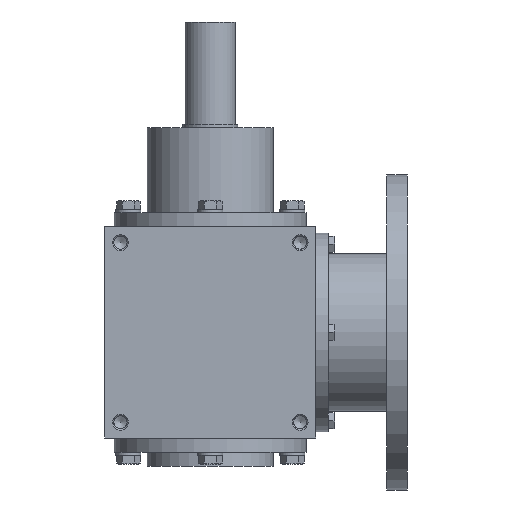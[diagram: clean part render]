
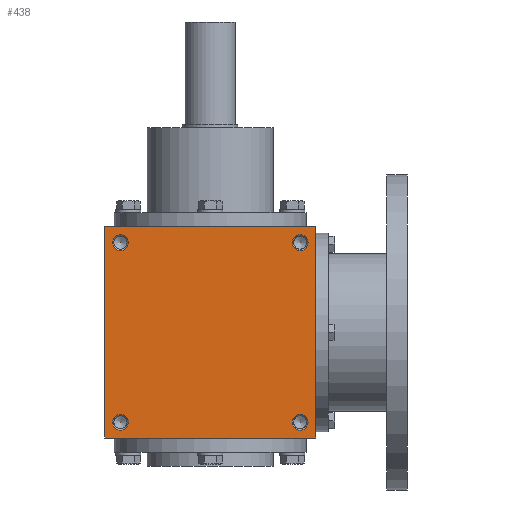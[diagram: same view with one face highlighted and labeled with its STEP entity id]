
A CAD part, front view. The second image highlights one B-rep face of the part: STEP entity #438.
In plain terms, the highlighted planar face has unit normal (0, -1, 0).
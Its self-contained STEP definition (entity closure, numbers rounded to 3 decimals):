
#438 = ADVANCED_FACE( '', ( #922, #923, #924, #925, #926 ), #927, .F. );
#922 = FACE_BOUND( '', #1655, .T. );
#923 = FACE_BOUND( '', #1656, .T. );
#924 = FACE_BOUND( '', #1657, .T. );
#925 = FACE_BOUND( '', #1658, .T. );
#926 = FACE_OUTER_BOUND( '', #1659, .T. );
#927 = PLANE( '', #1660 );
#1655 = EDGE_LOOP( '', ( #2458 ) );
#1656 = EDGE_LOOP( '', ( #2459 ) );
#1657 = EDGE_LOOP( '', ( #2460 ) );
#1658 = EDGE_LOOP( '', ( #2461 ) );
#1659 = EDGE_LOOP( '', ( #2462, #2463, #2464, #2465 ) );
#1660 = AXIS2_PLACEMENT_3D( '', #2466, #2467, #2468 );
#2458 = ORIENTED_EDGE( '', *, *, #3764, .T. );
#2459 = ORIENTED_EDGE( '', *, *, #3765, .T. );
#2460 = ORIENTED_EDGE( '', *, *, #3766, .F. );
#2461 = ORIENTED_EDGE( '', *, *, #3767, .F. );
#2462 = ORIENTED_EDGE( '', *, *, #3768, .T. );
#2463 = ORIENTED_EDGE( '', *, *, #3769, .F. );
#2464 = ORIENTED_EDGE( '', *, *, #3770, .F. );
#2465 = ORIENTED_EDGE( '', *, *, #3771, .T. );
#2466 = CARTESIAN_POINT( '', ( -67., -67., 67. ) );
#2467 = DIRECTION( '', ( 0., 1., 0. ) );
#2468 = DIRECTION( '', ( 0., 0., 1. ) );
#3764 = EDGE_CURVE( '', #4335, #4335, #4336, .T. );
#3765 = EDGE_CURVE( '', #4337, #4337, #4338, .T. );
#3766 = EDGE_CURVE( '', #4339, #4339, #4340, .T. );
#3767 = EDGE_CURVE( '', #4341, #4341, #4342, .T. );
#3768 = EDGE_CURVE( '', #4343, #4344, #4345, .T. );
#3769 = EDGE_CURVE( '', #4346, #4344, #4347, .T. );
#3770 = EDGE_CURVE( '', #4348, #4346, #4349, .T. );
#3771 = EDGE_CURVE( '', #4348, #4343, #4350, .T. );
#4335 = VERTEX_POINT( '', #5123 );
#4336 = CIRCLE( '', #5124, 5. );
#4337 = VERTEX_POINT( '', #5125 );
#4338 = CIRCLE( '', #5126, 5. );
#4339 = VERTEX_POINT( '', #5127 );
#4340 = CIRCLE( '', #5128, 5. );
#4341 = VERTEX_POINT( '', #5129 );
#4342 = CIRCLE( '', #5130, 5. );
#4343 = VERTEX_POINT( '', #5131 );
#4344 = VERTEX_POINT( '', #5132 );
#4345 = LINE( '', #5133, #5134 );
#4346 = VERTEX_POINT( '', #5135 );
#4347 = LINE( '', #5136, #5137 );
#4348 = VERTEX_POINT( '', #5138 );
#4349 = LINE( '', #5139, #5140 );
#4350 = LINE( '', #5141, #5142 );
#5123 = CARTESIAN_POINT( '', ( -57., -67., -52. ) );
#5124 = AXIS2_PLACEMENT_3D( '', #6049, #6050, #6051 );
#5125 = CARTESIAN_POINT( '', ( -57., -67., 62. ) );
#5126 = AXIS2_PLACEMENT_3D( '', #6052, #6053, #6054 );
#5127 = CARTESIAN_POINT( '', ( 57., -67., -62. ) );
#5128 = AXIS2_PLACEMENT_3D( '', #6055, #6056, #6057 );
#5129 = CARTESIAN_POINT( '', ( 57., -67., 52. ) );
#5130 = AXIS2_PLACEMENT_3D( '', #6058, #6059, #6060 );
#5131 = CARTESIAN_POINT( '', ( -67., -67., -67. ) );
#5132 = CARTESIAN_POINT( '', ( 67., -67., -67. ) );
#5133 = CARTESIAN_POINT( '', ( -67., -67., -67. ) );
#5134 = VECTOR( '', #6061, 1000. );
#5135 = CARTESIAN_POINT( '', ( 67., -67., 67. ) );
#5136 = CARTESIAN_POINT( '', ( 67., -67., 67. ) );
#5137 = VECTOR( '', #6062, 1000. );
#5138 = CARTESIAN_POINT( '', ( -67., -67., 67. ) );
#5139 = CARTESIAN_POINT( '', ( -67., -67., 67. ) );
#5140 = VECTOR( '', #6063, 1000. );
#5141 = CARTESIAN_POINT( '', ( -67., -67., 67. ) );
#5142 = VECTOR( '', #6064, 1000. );
#6049 = CARTESIAN_POINT( '', ( -57., -67., -57. ) );
#6050 = DIRECTION( '', ( 0., 1., 0. ) );
#6051 = DIRECTION( '', ( 0., 0., 1. ) );
#6052 = CARTESIAN_POINT( '', ( -57., -67., 57. ) );
#6053 = DIRECTION( '', ( 0., 1., 0. ) );
#6054 = DIRECTION( '', ( 0., 0., 1. ) );
#6055 = CARTESIAN_POINT( '', ( 57., -67., -57. ) );
#6056 = DIRECTION( '', ( 0., -1., 0. ) );
#6057 = DIRECTION( '', ( 0., 0., -1. ) );
#6058 = CARTESIAN_POINT( '', ( 57., -67., 57. ) );
#6059 = DIRECTION( '', ( 0., -1., 0. ) );
#6060 = DIRECTION( '', ( 0., 0., -1. ) );
#6061 = DIRECTION( '', ( 1., 0., 0. ) );
#6062 = DIRECTION( '', ( 0., 0., -1. ) );
#6063 = DIRECTION( '', ( 1., 0., 0. ) );
#6064 = DIRECTION( '', ( 0., 0., -1. ) );
